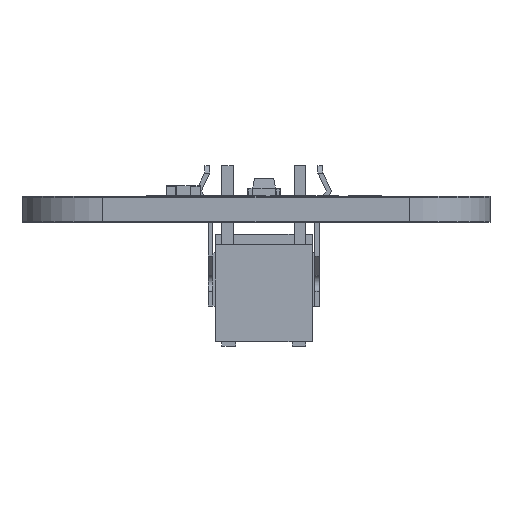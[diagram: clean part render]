
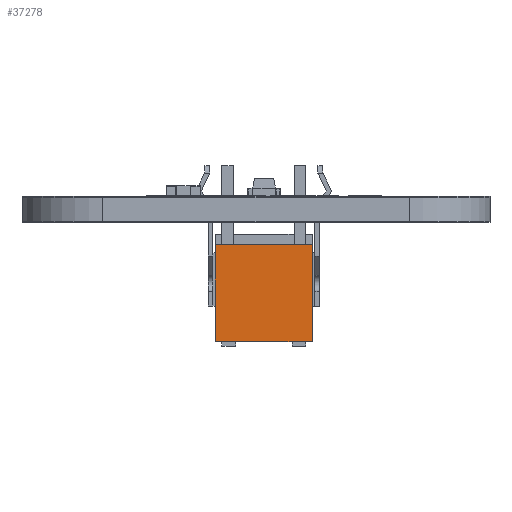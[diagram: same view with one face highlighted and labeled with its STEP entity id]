
A CAD part, front view. The second image highlights one B-rep face of the part: STEP entity #37278.
In plain terms, the highlighted planar face has unit normal (0, -1, 0).
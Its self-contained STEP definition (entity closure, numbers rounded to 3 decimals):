
#967=PLANE('',#39880);
#2727=FACE_OUTER_BOUND('',#4893,.T.);
#4893=EDGE_LOOP('',(#26977,#26978,#26979,#26980));
#7235=LINE('',#53879,#11775);
#7248=LINE('',#53905,#11788);
#7312=LINE('',#54060,#11852);
#7321=LINE('',#54078,#11861);
#11775=VECTOR('',#43571,6.);
#11788=VECTOR('',#43592,6.);
#11852=VECTOR('',#43742,6.);
#11861=VECTOR('',#43753,6.);
#17198=VERTEX_POINT('',#53876);
#17199=VERTEX_POINT('',#53878);
#17207=VERTEX_POINT('',#53902);
#17208=VERTEX_POINT('',#53904);
#20918=EDGE_CURVE('',#17198,#17199,#7235,.T.);
#20931=EDGE_CURVE('',#17207,#17208,#7248,.T.);
#21009=EDGE_CURVE('',#17208,#17198,#7312,.T.);
#21018=EDGE_CURVE('',#17199,#17207,#7321,.T.);
#26977=ORIENTED_EDGE('',*,*,#21018,.F.);
#26978=ORIENTED_EDGE('',*,*,#20918,.F.);
#26979=ORIENTED_EDGE('',*,*,#21009,.F.);
#26980=ORIENTED_EDGE('',*,*,#20931,.F.);
#37278=ADVANCED_FACE('',(#2727),#967,.F.);
#39880=AXIS2_PLACEMENT_3D('',#54077,#43751,#43752);
#43571=DIRECTION('',(0.,0.,1.));
#43592=DIRECTION('',(0.,0.,-1.));
#43742=DIRECTION('',(-1.,0.,0.));
#43751=DIRECTION('center_axis',(0.,1.,0.));
#43752=DIRECTION('ref_axis',(0.,0.,1.));
#43753=DIRECTION('',(1.,0.,0.));
#53876=CARTESIAN_POINT('',(-2.983,-0.913,1.4));
#53878=CARTESIAN_POINT('',(-2.983,-0.913,7.4));
#53879=CARTESIAN_POINT('',(-2.983,-0.913,1.4));
#53902=CARTESIAN_POINT('',(3.017,-0.913,7.4));
#53904=CARTESIAN_POINT('',(3.017,-0.913,1.4));
#53905=CARTESIAN_POINT('',(3.017,-0.913,7.4));
#54060=CARTESIAN_POINT('',(3.017,-0.913,1.4));
#54077=CARTESIAN_POINT('Origin',(0.017,-0.913,4.));
#54078=CARTESIAN_POINT('',(-2.983,-0.913,7.4));
